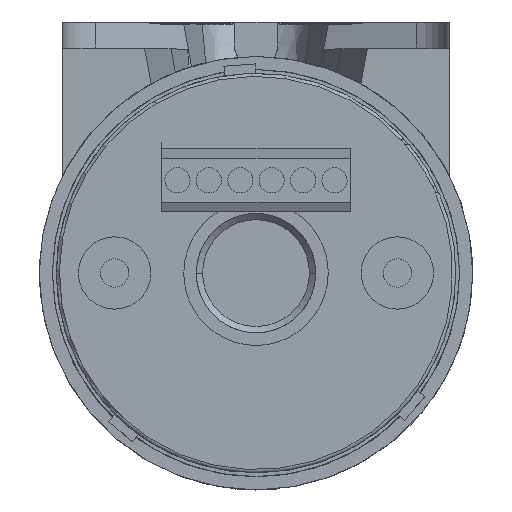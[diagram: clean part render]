
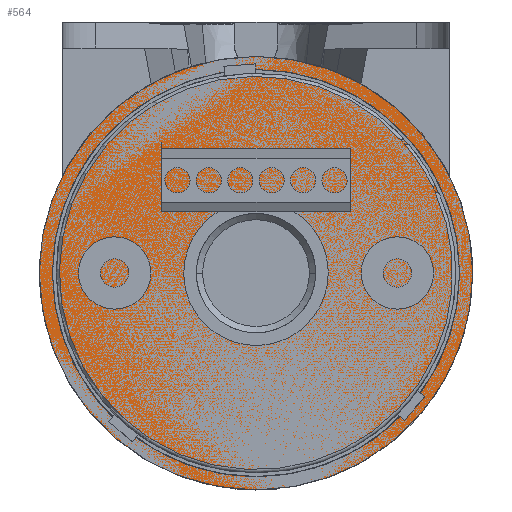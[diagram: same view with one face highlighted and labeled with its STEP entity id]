
A CAD part, top view. The second image highlights one B-rep face of the part: STEP entity #564.
In plain terms, the highlighted planar face has unit normal (0, 0, 1).
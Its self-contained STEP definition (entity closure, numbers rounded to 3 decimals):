
#484=CARTESIAN_POINT('',(257.73,-124.354,-20.618));
#485=VERTEX_POINT('',#484);
#494=CARTESIAN_POINT('',(188.729,-124.354,-20.618));
#495=VERTEX_POINT('',#494);
#496=CARTESIAN_POINT('',(223.229,-124.354,-20.618));
#497=DIRECTION('',(0.0,0.0,1.0));
#498=DIRECTION('',(1.0,0.0,0.0));
#499=AXIS2_PLACEMENT_3D('',#496,#497,#498);
#500=CIRCLE('',#499,34.501);
#501=EDGE_CURVE('',#495,#485,#500,.T.);
#535=CARTESIAN_POINT('',(223.229,-124.354,-20.618));
#536=DIRECTION('',(0.0,0.0,1.0));
#537=DIRECTION('',(1.0,0.0,0.0));
#538=AXIS2_PLACEMENT_3D('',#535,#536,#537);
#539=CIRCLE('',#538,34.501);
#540=EDGE_CURVE('',#485,#495,#539,.T.);
#555=CARTESIAN_POINT('',(223.229,-124.354,-20.618));
#556=DIRECTION('',(0.0,0.0,1.0));
#557=DIRECTION('',(1.0,0.0,0.0));
#558=AXIS2_PLACEMENT_3D('',#555,#556,#557);
#559=PLANE('',#558);
#560=ORIENTED_EDGE('',*,*,#540,.T.);
#561=ORIENTED_EDGE('',*,*,#501,.T.);
#562=EDGE_LOOP('',(#560,#561));
#563=FACE_OUTER_BOUND('',#562,.T.);
#564=ADVANCED_FACE('',(#563),#559,.T.);
